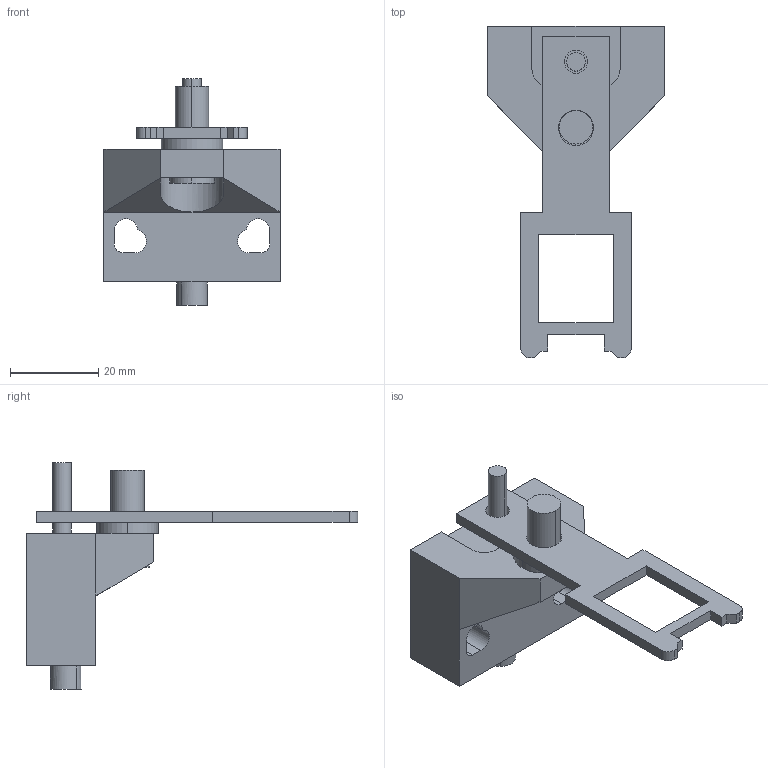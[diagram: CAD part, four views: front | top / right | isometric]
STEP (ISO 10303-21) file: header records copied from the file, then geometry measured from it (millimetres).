
FILE_DESCRIPTION(('STEP AP242'),'1');
FILE_NAME('key_xcsz03.stp','2019-08-27T14:08:15',('TraceParts'),('TraceParts S.A.'),'Spatial InterOp 3D',' ',' ');
FILE_SCHEMA(('AP242_MANAGED_MODEL_BASED_3D_ENGINEERING_MIM_LF {1 0 10303 442 1 1 4}'));
Length unit declared in the file: millimetre
Products named in the file (1): key_xcsz03_1
Bounding box: 40 x 75.38 x 51.49 mm (x, y, z)
Volume: 23545.7 mm3; surface area: 10727.3 mm2
Topology: 3 solids, 5 shells, 99 faces, 252 edges, 167 vertices
Faces by surface type: plane 66, cylinder 33
Entity records: 3854 total; most frequent: DIRECTION 531, CARTESIAN_POINT 521, ORIENTED_EDGE 504, EDGE_CURVE 252, AXIS2_PLACEMENT_3D 177, LINE 177, VECTOR 177, VERTEX_POINT 167
